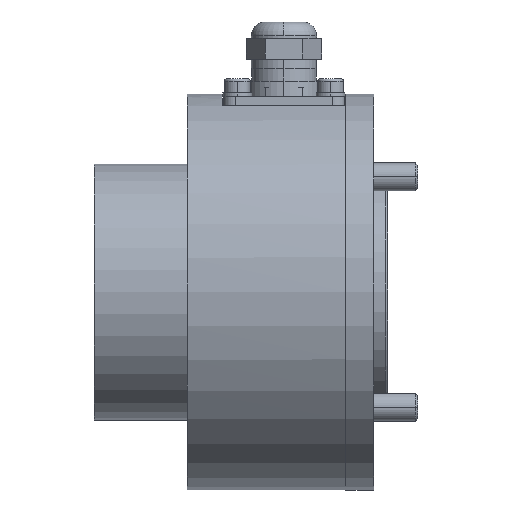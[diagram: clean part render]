
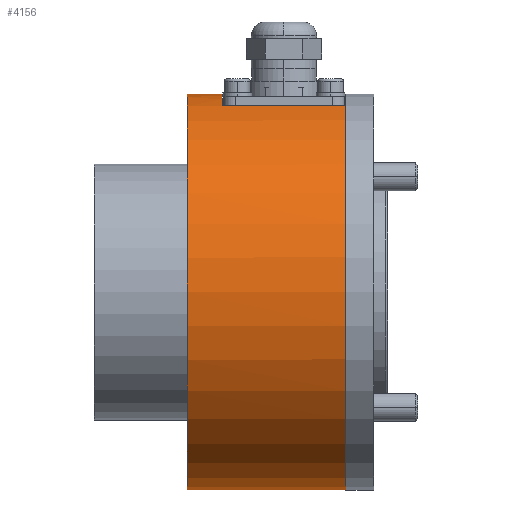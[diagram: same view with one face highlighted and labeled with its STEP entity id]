
A CAD part, front view. The second image highlights one B-rep face of the part: STEP entity #4156.
In plain terms, the highlighted cylindrical face has radius 42.5 mm (diameter 85 mm), a partial arc.
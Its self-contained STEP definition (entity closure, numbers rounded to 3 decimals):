
#2624=CARTESIAN_POINT('',(-11.5,43.825,0.0));
#2625=VERTEX_POINT('',#2624);
#2626=CARTESIAN_POINT('',(-19.0,43.825,0.0));
#2627=VERTEX_POINT('',#2626);
#2628=CARTESIAN_POINT('',(-11.5,43.825,0.0));
#2629=DIRECTION('',(-1.0,0.0,0.0));
#2630=VECTOR('',#2629,7.5);
#2631=LINE('',#2628,#2630);
#2632=EDGE_CURVE('',#2625,#2627,#2631,.T.);
#2651=CARTESIAN_POINT('',(15.0,-41.175,0.));
#2652=VERTEX_POINT('',#2651);
#2660=CARTESIAN_POINT('',(-19.0,-41.175,0.));
#2661=VERTEX_POINT('',#2660);
#2662=CARTESIAN_POINT('',(15.0,-41.175,0.));
#2663=DIRECTION('',(-1.0,0.0,0.0));
#2664=VECTOR('',#2663,34.0);
#2665=LINE('',#2662,#2664);
#2666=EDGE_CURVE('',#2652,#2661,#2665,.T.);
#4063=CARTESIAN_POINT('',(-11.5,41.325,14.361));
#4064=VERTEX_POINT('',#4063);
#4065=CARTESIAN_POINT('',(-11.5,1.325,0.0));
#4066=DIRECTION('',(-1.0,0.0,0.0));
#4067=DIRECTION('',(0.0,1.0,0.0));
#4068=AXIS2_PLACEMENT_3D('',#4065,#4066,#4067);
#4069=CIRCLE('',#4068,42.5);
#4070=EDGE_CURVE('',#4064,#2625,#4069,.T.);
#4096=CARTESIAN_POINT('',(15.0,41.325,14.361));
#4097=VERTEX_POINT('',#4096);
#4098=CARTESIAN_POINT('',(15.0,41.325,14.361));
#4099=DIRECTION('',(-1.0,0.0,0.0));
#4100=VECTOR('',#4099,26.5);
#4101=LINE('',#4098,#4100);
#4102=EDGE_CURVE('',#4097,#4064,#4101,.T.);
#4131=CARTESIAN_POINT('',(-20.7,1.325,0.0));
#4132=DIRECTION('',(1.0,0.0,0.0));
#4133=DIRECTION('',(0.0,1.0,0.0));
#4134=AXIS2_PLACEMENT_3D('',#4131,#4132,#4133);
#4135=CYLINDRICAL_SURFACE('',#4134,42.5);
#4136=ORIENTED_EDGE('',*,*,#2632,.T.);
#4137=CARTESIAN_POINT('',(-19.0,1.325,0.0));
#4138=DIRECTION('',(1.0,0.0,0.0));
#4139=DIRECTION('',(0.0,1.0,0.0));
#4140=AXIS2_PLACEMENT_3D('',#4137,#4138,#4139);
#4141=CIRCLE('',#4140,42.5);
#4142=EDGE_CURVE('',#2627,#2661,#4141,.T.);
#4143=ORIENTED_EDGE('',*,*,#4142,.T.);
#4144=ORIENTED_EDGE('',*,*,#2666,.F.);
#4145=CARTESIAN_POINT('',(15.0,1.325,0.0));
#4146=DIRECTION('',(1.0,0.0,0.0));
#4147=DIRECTION('',(0.0,1.0,0.0));
#4148=AXIS2_PLACEMENT_3D('',#4145,#4146,#4147);
#4149=CIRCLE('',#4148,42.5);
#4150=EDGE_CURVE('',#4097,#2652,#4149,.T.);
#4151=ORIENTED_EDGE('',*,*,#4150,.F.);
#4152=ORIENTED_EDGE('',*,*,#4102,.T.);
#4153=ORIENTED_EDGE('',*,*,#4070,.T.);
#4154=EDGE_LOOP('',(#4136,#4143,#4144,#4151,#4152,#4153));
#4155=FACE_OUTER_BOUND('',#4154,.T.);
#4156=ADVANCED_FACE('',(#4155),#4135,.T.);
